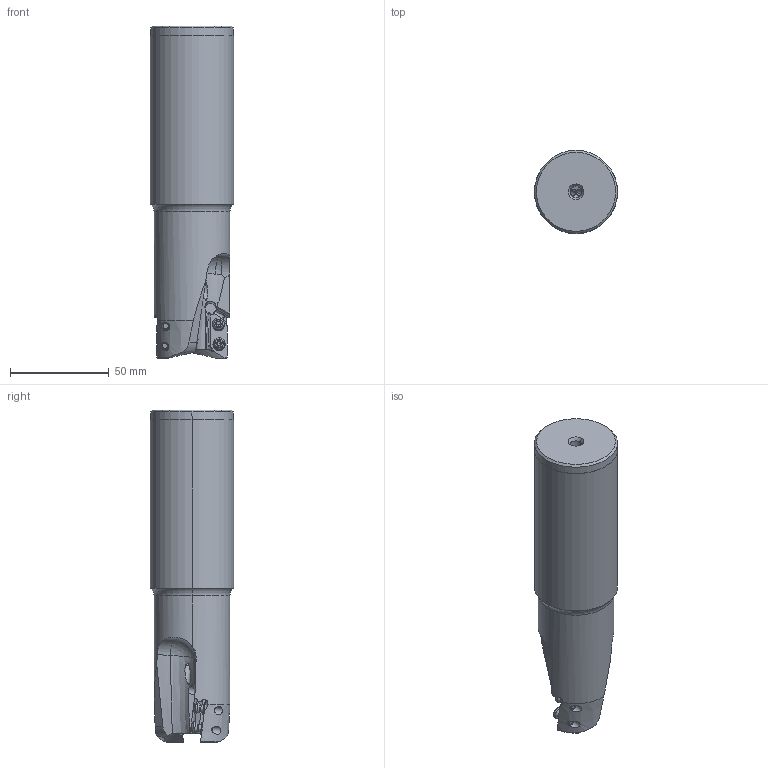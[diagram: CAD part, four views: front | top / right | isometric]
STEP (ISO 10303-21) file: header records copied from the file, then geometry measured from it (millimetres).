
FILE_DESCRIPTION(/* description */ (''),/* implementation_level */ '2;1');
FILE_NAME(/* name */ 'AXD7000R402SA42SA.stp',/* time_stamp */ '2017-10-05T11:22:44+09:00',/* author */ (''),/* organization */ (''),/* preprocessor_version */ 'ST-DEVELOPER v16',/* originating_system */ 'SIEMENS PLM Software NX 10.0',/* authorisation */ '');
FILE_SCHEMA (('AUTOMOTIVE_DESIGN { 1 0 10303 214 3 1 1 1 }'));
Length unit declared in the file: millimetre
Products named in the file (1): AXD7000R402SA42SA_ASM
Bounding box: 42 x 42 x 167.72 mm (x, y, z)
Volume: 184297.7 mm3; surface area: 27177.4 mm2
Topology: 5 solids, 5 shells, 283 faces, 870 edges, 591 vertices
Faces by surface type: cylinder 122, cone 80, plane 49, torus 16, sphere 12, bspline 4
Entity records: 14633 total; most frequent: CARTESIAN_POINT 6772, ORIENTED_EDGE 1712, DIRECTION 1606, EDGE_CURVE 856, AXIS2_PLACEMENT_3D 693, VERTEX_POINT 591, CIRCLE 366, EDGE_LOOP 303
